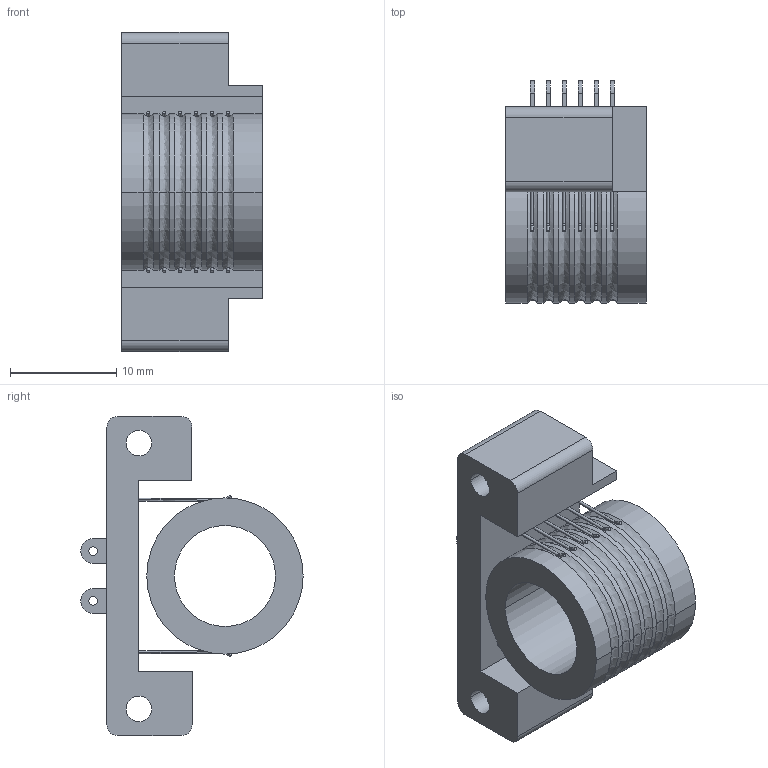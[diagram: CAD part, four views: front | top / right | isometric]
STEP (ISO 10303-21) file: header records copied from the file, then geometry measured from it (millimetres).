
FILE_DESCRIPTION (( 'STEP AP203' ), '1' );
FILE_NAME ('RSP106.STEP', '2020-07-14T07:40:55', ( '微软用户' ), ( '微软中国' ), 'SwSTEP 2.0', 'SolidWorks 2014', '' );
FILE_SCHEMA (( 'CONFIG_CONTROL_DESIGN' ));
Length unit declared in the file: millimetre
Products named in the file (1): RSP106
Bounding box: 13.2 x 20.9 x 30 mm (x, y, z)
Volume: 2899.1 mm3; surface area: 2881.2 mm2
Topology: 1 solids, 1 shells, 178 faces, 432 edges, 264 vertices
Faces by surface type: bspline 84, plane 52, cylinder 42
Entity records: 6345 total; most frequent: CARTESIAN_POINT 2255, ORIENTED_EDGE 864, DIRECTION 802, EDGE_CURVE 432, AXIS2_PLACEMENT_3D 311, VERTEX_POINT 264, EDGE_LOOP 226, CIRCLE 216
